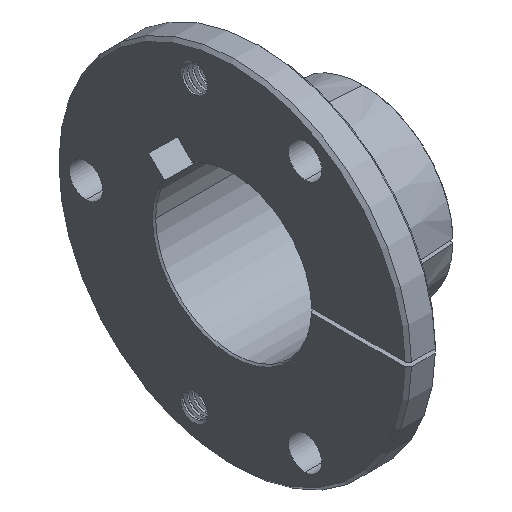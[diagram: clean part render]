
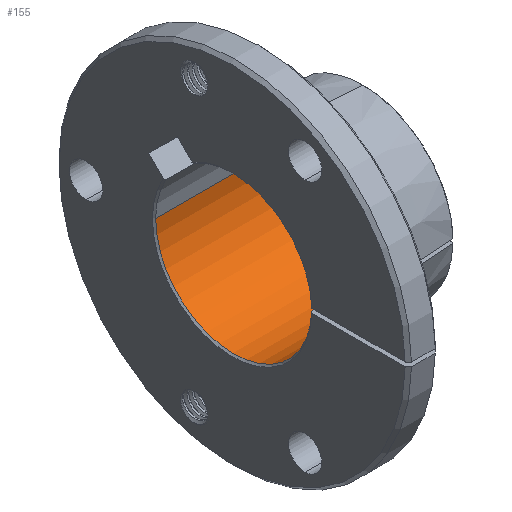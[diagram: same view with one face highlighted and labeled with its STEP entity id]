
A CAD part, isometric view. The second image highlights one B-rep face of the part: STEP entity #155.
In plain terms, the highlighted cylindrical face has radius 24.606 mm (diameter 49.213 mm), a partial arc.
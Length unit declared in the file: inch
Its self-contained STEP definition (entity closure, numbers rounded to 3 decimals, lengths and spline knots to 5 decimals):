
#126 = LINE ( 'NONE', #747, #3861 ) ;
#155 = ADVANCED_FACE ( 'NONE', ( #2743 ), #1662, .F. ) ;
#318 = DIRECTION ( 'NONE',  ( 1., 0., 0. ) ) ;
#747 = CARTESIAN_POINT ( 'NONE',  ( -2.54665, -0.96841, -0.02559 ) ) ;
#826 = EDGE_CURVE ( 'NONE', #2045, #3784, #126, .T. ) ;
#927 = ORIENTED_EDGE ( 'NONE', *, *, #826, .T. ) ;
#936 = DIRECTION ( 'NONE',  ( -1., 0., 0. ) ) ;
#967 = CIRCLE ( 'NONE', #4249, 0.96875 ) ;
#1096 = CARTESIAN_POINT ( 'NONE',  ( -2.54665, 0., 0. ) ) ;
#1252 = DIRECTION ( 'NONE',  ( 0., 1., 0. ) ) ;
#1404 = CARTESIAN_POINT ( 'NONE',  ( 1.63386, 0., 0. ) ) ;
#1662 = CYLINDRICAL_SURFACE ( 'NONE', #4021, 0.96875 ) ;
#1753 = DIRECTION ( 'NONE',  ( 0., 1., 0. ) ) ;
#1913 = EDGE_CURVE ( 'NONE', #4317, #1941, #2857, .T. ) ;
#1941 = VERTEX_POINT ( 'NONE', #2849 ) ;
#2026 = ORIENTED_EDGE ( 'NONE', *, *, #1913, .F. ) ;
#2045 = VERTEX_POINT ( 'NONE', #2176 ) ;
#2176 = CARTESIAN_POINT ( 'NONE',  ( 0.02, -0.96841, -0.02559 ) ) ;
#2235 = AXIS2_PLACEMENT_3D ( 'NONE', #1404, #3949, #1753 ) ;
#2560 = EDGE_CURVE ( 'NONE', #4317, #2045, #967, .T. ) ;
#2629 = VECTOR ( 'NONE', #318, 39.37008 ) ;
#2743 = FACE_OUTER_BOUND ( 'NONE', #3512, .T. ) ;
#2833 = CARTESIAN_POINT ( 'NONE',  ( -2.54665, 0.96875, 0. ) ) ;
#2849 = CARTESIAN_POINT ( 'NONE',  ( 1.63386, 0.96875, 0. ) ) ;
#2857 = LINE ( 'NONE', #2833, #2629 ) ;
#2928 = ORIENTED_EDGE ( 'NONE', *, *, #4547, .T. ) ;
#3106 = CARTESIAN_POINT ( 'NONE',  ( 0.02, 0., 0. ) ) ;
#3267 = DIRECTION ( 'NONE',  ( 1., 0., 0. ) ) ;
#3277 = DIRECTION ( 'NONE',  ( 1., 0., 0. ) ) ;
#3475 = DIRECTION ( 'NONE',  ( 0., 1., 0. ) ) ;
#3512 = EDGE_LOOP ( 'NONE', ( #2026, #4352, #927, #2928 ) ) ;
#3784 = VERTEX_POINT ( 'NONE', #3906 ) ;
#3861 = VECTOR ( 'NONE', #3277, 39.37008 ) ;
#3906 = CARTESIAN_POINT ( 'NONE',  ( 1.63386, -0.96841, -0.02559 ) ) ;
#3949 = DIRECTION ( 'NONE',  ( 1., 0., 0. ) ) ;
#4021 = AXIS2_PLACEMENT_3D ( 'NONE', #1096, #3267, #1252 ) ;
#4245 = CIRCLE ( 'NONE', #2235, 0.96875 ) ;
#4249 = AXIS2_PLACEMENT_3D ( 'NONE', #3106, #936, #3475 ) ;
#4317 = VERTEX_POINT ( 'NONE', #4499 ) ;
#4352 = ORIENTED_EDGE ( 'NONE', *, *, #2560, .T. ) ;
#4499 = CARTESIAN_POINT ( 'NONE',  ( 0.02, 0.96875, 0. ) ) ;
#4547 = EDGE_CURVE ( 'NONE', #3784, #1941, #4245, .T. ) ;
